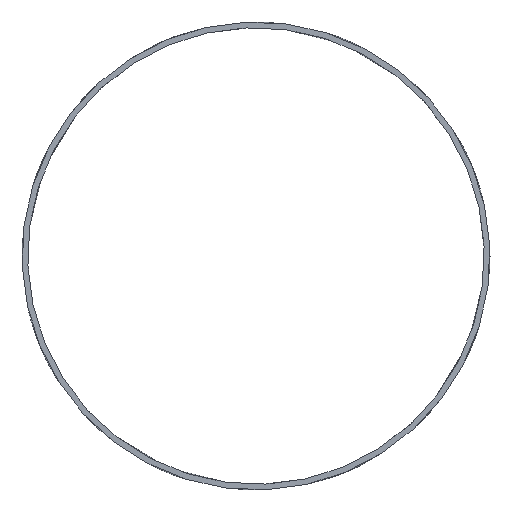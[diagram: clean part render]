
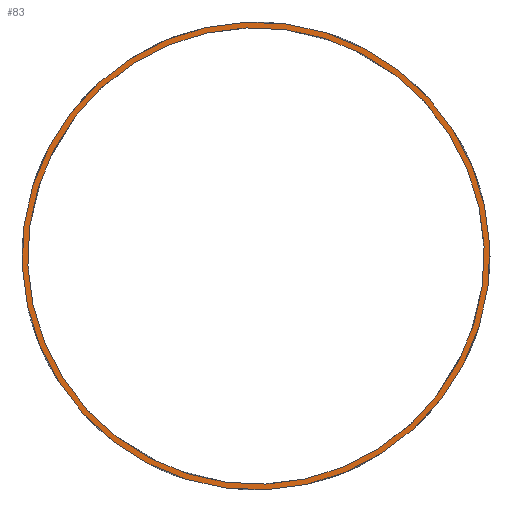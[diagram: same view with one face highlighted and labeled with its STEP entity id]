
A CAD part, front view. The second image highlights one B-rep face of the part: STEP entity #83.
In plain terms, the highlighted planar face has unit normal (0, -1, 0).
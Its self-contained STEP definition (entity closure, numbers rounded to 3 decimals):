
#83=ADVANCED_FACE('',(#215,#149),#849,.T.);
#149=FACE_OUTER_BOUND('',#264,.F.);
#215=FACE_BOUND('',#263,.F.);
#263=EDGE_LOOP('',(#377,#378));
#264=EDGE_LOOP('',(#379,#380));
#377=ORIENTED_EDGE('',*,*,#1169,.T.);
#378=ORIENTED_EDGE('',*,*,#1238,.T.);
#379=ORIENTED_EDGE('',*,*,#1216,.F.);
#380=ORIENTED_EDGE('',*,*,#1198,.F.);
#849=PLANE('',#1604);
#859=CIRCLE('',#1596,60.);
#861=CIRCLE('',#1598,61.5);
#863=CIRCLE('',#1600,61.5);
#865=CIRCLE('',#1602,60.);
#1169=EDGE_CURVE('',#1427,#1428,#859,.T.);
#1198=EDGE_CURVE('',#1417,#1416,#861,.T.);
#1216=EDGE_CURVE('',#1416,#1417,#863,.T.);
#1238=EDGE_CURVE('',#1428,#1427,#865,.T.);
#1416=VERTEX_POINT('',#1915);
#1417=VERTEX_POINT('',#1916);
#1427=VERTEX_POINT('',#1926);
#1428=VERTEX_POINT('',#1927);
#1596=AXIS2_PLACEMENT_3D('',#3252,#1739,#1740);
#1598=AXIS2_PLACEMENT_3D('',#3492,#1752,#1753);
#1600=AXIS2_PLACEMENT_3D('',#3604,#1762,#1763);
#1602=AXIS2_PLACEMENT_3D('',#3852,#1766,#1767);
#1604=AXIS2_PLACEMENT_3D('',#4031,#1770,#1771);
#1739=DIRECTION('',(0.,-1.,0.));
#1740=DIRECTION('',(-0.924,0.,-0.383));
#1752=DIRECTION('',(0.,-1.,0.));
#1753=DIRECTION('',(0.924,0.,0.383));
#1762=DIRECTION('',(0.,-1.,0.));
#1763=DIRECTION('',(-0.924,0.,-0.383));
#1766=DIRECTION('',(0.,-1.,0.));
#1767=DIRECTION('',(0.924,0.,0.383));
#1770=DIRECTION('',(0.,-1.,0.));
#1771=DIRECTION('',(0.924,0.,0.383));
#1915=CARTESIAN_POINT('',(-56.819,103.,-23.535));
#1916=CARTESIAN_POINT('',(56.819,103.,23.535));
#1926=CARTESIAN_POINT('',(-55.433,103.,-22.961));
#1927=CARTESIAN_POINT('',(55.433,103.,22.961));
#3252=CARTESIAN_POINT('',(0.,103.,0.));
#3492=CARTESIAN_POINT('',(0.,103.,0.));
#3604=CARTESIAN_POINT('',(0.,103.,0.));
#3852=CARTESIAN_POINT('',(0.,103.,0.));
#4031=CARTESIAN_POINT('',(-36.612,103.,-88.389));
